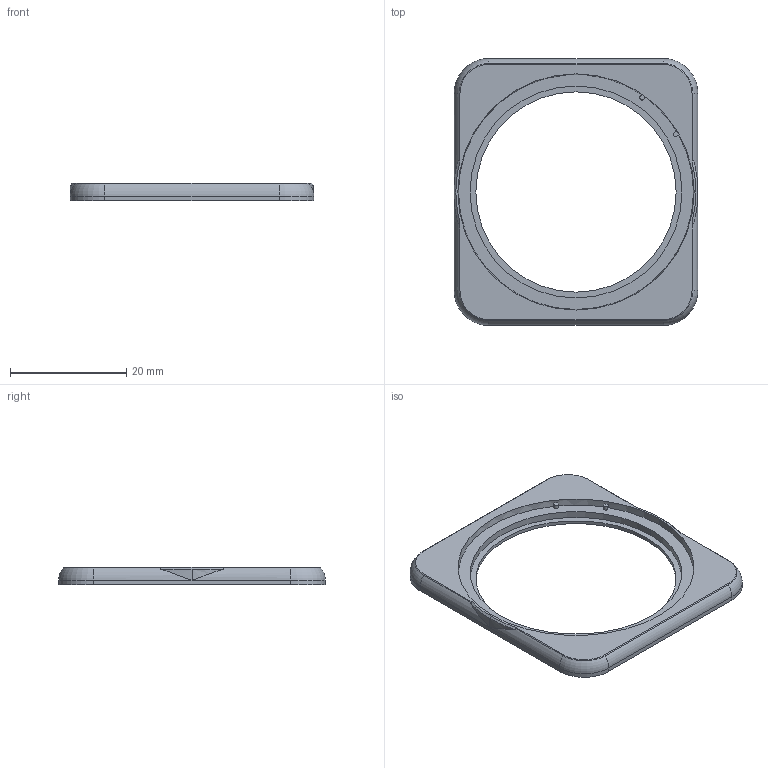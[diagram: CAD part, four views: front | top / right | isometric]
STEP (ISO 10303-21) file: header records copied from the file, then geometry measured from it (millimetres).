
FILE_DESCRIPTION (( 'STEP AP203' ), '1' );
FILE_NAME ('Cirque TM040040-2024-302 Holder Top.STEP', '2022-10-31T00:42:27', ( '' ), ( '' ), 'SwSTEP 2.0', 'SolidWorks 2022', '' );
FILE_SCHEMA (( 'CONFIG_CONTROL_DESIGN' ));
Length unit declared in the file: millimetre
Products named in the file (1): Cirque TM040040-2024-302 Holder Top
Bounding box: 42 x 46 x 3 mm (x, y, z)
Volume: 2180 mm3; surface area: 2725.7 mm2
Topology: 1 solids, 1 shells, 67 faces, 160 edges, 100 vertices
Faces by surface type: plane 35, cylinder 17, cone 11, torus 4
Entity records: 2049 total; most frequent: CARTESIAN_POINT 404, DIRECTION 330, ORIENTED_EDGE 320, EDGE_CURVE 160, AXIS2_PLACEMENT_3D 118, VERTEX_POINT 100, VECTOR 94, LINE 94
